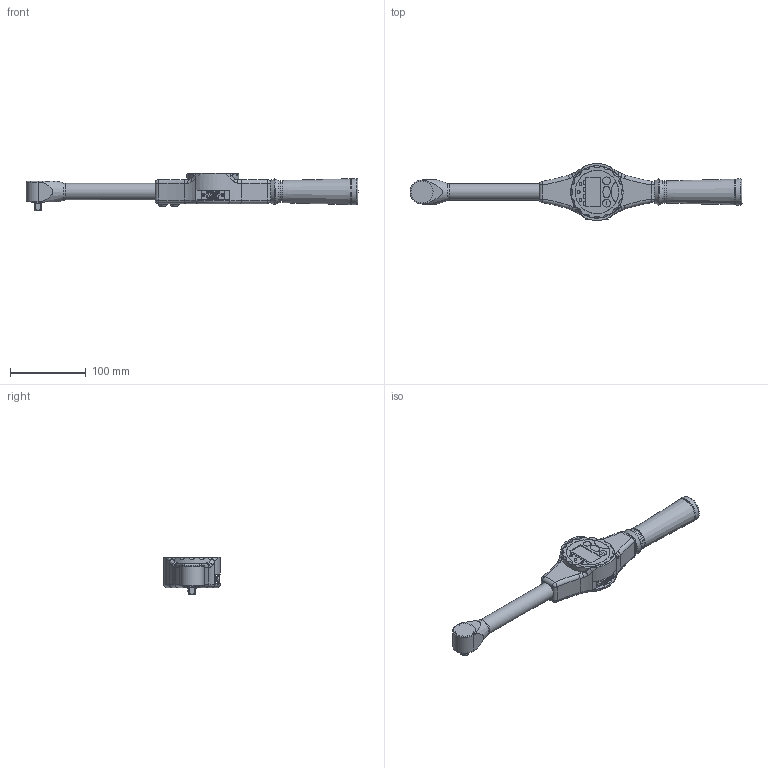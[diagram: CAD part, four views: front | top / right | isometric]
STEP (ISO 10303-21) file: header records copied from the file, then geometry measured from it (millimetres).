
FILE_DESCRIPTION((''),'2;1');
FILE_NAME('TAT550 120 - 600 in-lb.stp','2011-03-11T10:46:32',('thomasl'),(''),'Autodesk Inventor 2011','Autodesk Inventor 2011','');
FILE_SCHEMA(('AUTOMOTIVE_DESIGN { 1 0 10303 214 1 1 1 1 }'));
Length unit declared in the file: inch
Products named in the file (2): FI1007-A (SubstituteLevelofDetail1); FI1007-A_Substitute_1
Assembly tree (1 placements, depth 2):
  FI1007-A (SubstituteLevelofDetail1)
    FI1007-A_Substitute_1
Bounding box: 437.64 x 74.93 x 49.91 mm (x, y, z)
Volume: 397864.3 mm3; surface area: 96521.5 mm2
Topology: 1 solids, 18 shells, 575 faces, 1365 edges, 848 vertices
Faces by surface type: plane 270, cylinder 167, cone 74, torus 36, bspline 19, sphere 9
Full cylindrical faces by diameter (mm): 1.27 x10, 2.138 x2, 2.385 x8, 2.845 x4, 3.048 x2, 3.175 x2, 3.652 x3, 4.953 x2, 6.35 x7, 6.756 x2, 9.525 x1, 10.16 x2, 11.1 x2, 12.7 x2, 13.97 x1, 16.459 x4, 17.463 x1, 17.678 x1, 18.034 x1, 19.05 x1, 21.844 x1, 21.895 x1, 21.971 x1, 22.25 x1, 22.86 x1, 25.4 x3, 27.076 x1, 29.185 x1, 29.21 x1, 57.15 x1
Entity records: 17682 total; most frequent: CARTESIAN_POINT 4397, DIRECTION 2732, ORIENTED_EDGE 2370, EDGE_CURVE 1185, AXIS2_PLACEMENT_3D 1108, VERTEX_POINT 795, EDGE_LOOP 766, STYLED_ITEM 576
